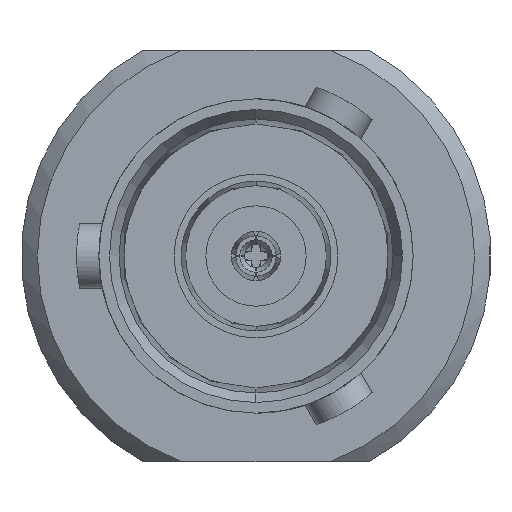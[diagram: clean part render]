
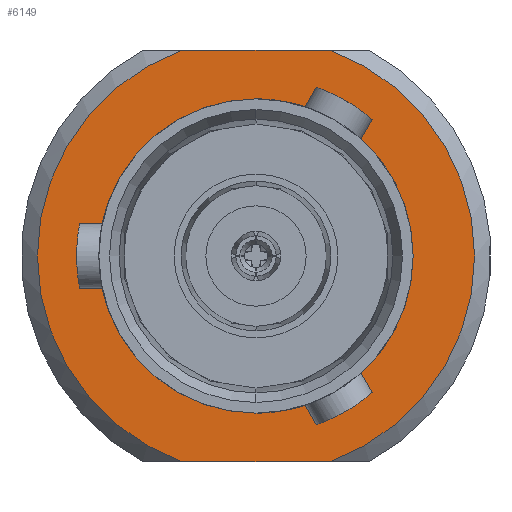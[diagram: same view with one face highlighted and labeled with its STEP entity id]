
A CAD part, left-side view. The second image highlights one B-rep face of the part: STEP entity #6149.
In plain terms, the highlighted face is planar.
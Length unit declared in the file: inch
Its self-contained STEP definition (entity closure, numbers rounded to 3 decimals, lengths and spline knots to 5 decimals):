
#41 = VERTEX_POINT ( 'NONE', #4189 ) ;
#150 = FACE_OUTER_BOUND ( 'NONE', #2322, .T. ) ;
#200 = DIRECTION ( 'NONE',  ( 1., 0., 0. ) ) ;
#408 = DIRECTION ( 'NONE',  ( 1., 0., 0. ) ) ;
#665 = EDGE_CURVE ( 'NONE', #2517, #7382, #8650, .T. ) ;
#1202 = VERTEX_POINT ( 'NONE', #5674 ) ;
#1628 = ORIENTED_EDGE ( 'NONE', *, *, #7947, .T. ) ;
#1682 = DIRECTION ( 'NONE',  ( 0., 1., 0. ) ) ;
#1688 = CARTESIAN_POINT ( 'NONE',  ( -0.45276, 0.09012, -0.25 ) ) ;
#1986 = DIRECTION ( 'NONE',  ( 0., 0., -1. ) ) ;
#1989 = AXIS2_PLACEMENT_3D ( 'NONE', #2936, #6374, #6017 ) ;
#2044 = CARTESIAN_POINT ( 'NONE',  ( -0.45276, 0.09012, 0.25 ) ) ;
#2322 = EDGE_LOOP ( 'NONE', ( #8468, #8530, #6498, #1628 ) ) ;
#2517 = VERTEX_POINT ( 'NONE', #3805 ) ;
#2552 = PLANE ( 'NONE',  #9959 ) ;
#2576 = AXIS2_PLACEMENT_3D ( 'NONE', #3936, #408, #7375 ) ;
#2936 = CARTESIAN_POINT ( 'NONE',  ( -0.45276, 0., 0. ) ) ;
#3301 = EDGE_CURVE ( 'NONE', #41, #2517, #3661, .T. ) ;
#3453 = VECTOR ( 'NONE', #1682, 39.37008 ) ;
#3489 = CARTESIAN_POINT ( 'NONE',  ( -0.45276, 0.26575, -0.25 ) ) ;
#3490 = CIRCLE ( 'NONE', #9763, 0.191 ) ;
#3578 = CARTESIAN_POINT ( 'NONE',  ( -0.45276, 0.26575, 0. ) ) ;
#3661 = CIRCLE ( 'NONE', #2576, 0.26575 ) ;
#3805 = CARTESIAN_POINT ( 'NONE',  ( -0.45276, -0.09012, -0.25 ) ) ;
#3865 = EDGE_CURVE ( 'NONE', #8745, #1202, #4743, .T. ) ;
#3936 = CARTESIAN_POINT ( 'NONE',  ( -0.45276, 0., 0. ) ) ;
#4189 = CARTESIAN_POINT ( 'NONE',  ( -0.45276, -0.09012, 0.25 ) ) ;
#4539 = CARTESIAN_POINT ( 'NONE',  ( -0.45276, 0., 0. ) ) ;
#4688 = VERTEX_POINT ( 'NONE', #2044 ) ;
#4743 = CIRCLE ( 'NONE', #10619, 0.191 ) ;
#5226 = DIRECTION ( 'NONE',  ( -1., 0., 0. ) ) ;
#5659 = ORIENTED_EDGE ( 'NONE', *, *, #9267, .F. ) ;
#5669 = DIRECTION ( 'NONE',  ( 0., 0., -1. ) ) ;
#5674 = CARTESIAN_POINT ( 'NONE',  ( -0.45276, 0., -0.191 ) ) ;
#5958 = CIRCLE ( 'NONE', #1989, 0.26575 ) ;
#6017 = DIRECTION ( 'NONE',  ( 0., 0., -1. ) ) ;
#6137 = EDGE_LOOP ( 'NONE', ( #5659, #8966 ) ) ;
#6149 = ADVANCED_FACE ( 'NONE', ( #10258, #150 ), #2552, .F. ) ;
#6374 = DIRECTION ( 'NONE',  ( 1., 0., 0. ) ) ;
#6498 = ORIENTED_EDGE ( 'NONE', *, *, #11063, .T. ) ;
#7220 = CARTESIAN_POINT ( 'NONE',  ( -0.45276, 0., 0.191 ) ) ;
#7234 = CARTESIAN_POINT ( 'NONE',  ( -0.45276, 0.26575, 0.25 ) ) ;
#7243 = DIRECTION ( 'NONE',  ( 1., 0., 0. ) ) ;
#7375 = DIRECTION ( 'NONE',  ( 0., 0., -1. ) ) ;
#7382 = VERTEX_POINT ( 'NONE', #1688 ) ;
#7947 = EDGE_CURVE ( 'NONE', #4688, #41, #8061, .T. ) ;
#8013 = DIRECTION ( 'NONE',  ( 0., -1., 0. ) ) ;
#8061 = LINE ( 'NONE', #7234, #8344 ) ;
#8344 = VECTOR ( 'NONE', #8013, 39.37008 ) ;
#8468 = ORIENTED_EDGE ( 'NONE', *, *, #3301, .T. ) ;
#8530 = ORIENTED_EDGE ( 'NONE', *, *, #665, .T. ) ;
#8627 = DIRECTION ( 'NONE',  ( 0., 0., 1. ) ) ;
#8650 = LINE ( 'NONE', #3489, #3453 ) ;
#8745 = VERTEX_POINT ( 'NONE', #7220 ) ;
#8966 = ORIENTED_EDGE ( 'NONE', *, *, #3865, .F. ) ;
#9267 = EDGE_CURVE ( 'NONE', #1202, #8745, #3490, .T. ) ;
#9763 = AXIS2_PLACEMENT_3D ( 'NONE', #4539, #200, #1986 ) ;
#9959 = AXIS2_PLACEMENT_3D ( 'NONE', #3578, #5226, #8627 ) ;
#10258 = FACE_BOUND ( 'NONE', #6137, .T. ) ;
#10619 = AXIS2_PLACEMENT_3D ( 'NONE', #10819, #7243, #5669 ) ;
#10819 = CARTESIAN_POINT ( 'NONE',  ( -0.45276, 0., 0. ) ) ;
#11063 = EDGE_CURVE ( 'NONE', #7382, #4688, #5958, .T. ) ;
